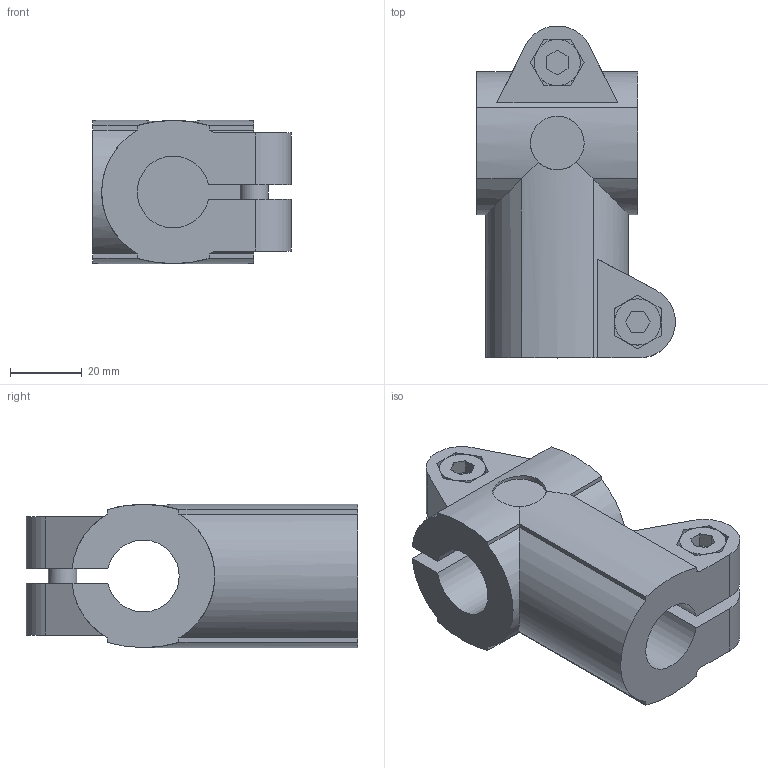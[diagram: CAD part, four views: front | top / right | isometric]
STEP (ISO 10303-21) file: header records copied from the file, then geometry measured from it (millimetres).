
FILE_DESCRIPTION( ( 'STEP AP214' ), '1' );
FILE_NAME( 'K0475.52020.stp', '2020-12-08T09:32:57', ( '' ), ( '' ), ' ', 'PARTsolutions', ' ' );
FILE_SCHEMA( ( 'AUTOMOTIVE_DESIGN { 1 0 10303 214 1 1 1 1 }' ) );
Length unit declared in the file: millimetre
Products named in the file (1): _K0475.52020
Bounding box: 55.47 x 92.71 x 40 mm (x, y, z)
Volume: 98490.7 mm3; surface area: 26995.2 mm2
Topology: 1 solids, 1 shells, 165 faces, 431 edges, 278 vertices
Faces by surface type: plane 92, cylinder 43, cone 26, torus 4
Full cylindrical faces by diameter (mm): 8 x4, 12.6 x2, 12.9 x2, 15 x1
Entity records: 6465 total; most frequent: CARTESIAN_POINT 1151, ORIENTED_EDGE 822, DIRECTION 812, EDGE_CURVE 411, AXIS2_PLACEMENT_3D 289, VERTEX_POINT 273, LINE 234, VECTOR 234
